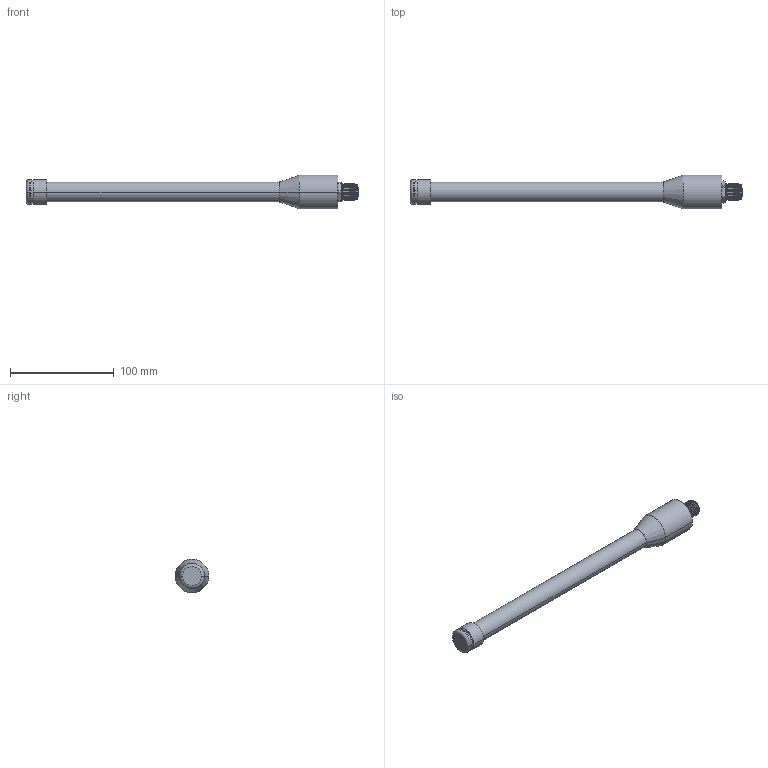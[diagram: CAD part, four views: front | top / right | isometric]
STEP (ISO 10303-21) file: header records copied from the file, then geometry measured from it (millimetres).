
FILE_DESCRIPTION (( 'STEP AP214' ), '1' );
FILE_NAME ('HGV-2406U.STEP', '2009-09-10T15:14:16', ( ' ' ), ( ' ' ), 'SwSTEP 2.0', 'SolidWorks 2008', '' );
FILE_SCHEMA (( 'AUTOMOTIVE_DESIGN' ));
Length unit declared in the file: millimetre
Products named in the file (3): HGV-2406U; 3AA02-017
Assembly tree (2 placements, depth 2):
  HGV-2406U
    HGV-2406U
    3AA02-017
Bounding box: 319.32 x 32.55 x 32.55 mm (x, y, z)
Volume: 116113.7 mm3; surface area: 24629.2 mm2
Topology: 2 solids, 2 shells, 152 faces, 334 edges, 193 vertices
Faces by surface type: cone 98, plane 30, cylinder 22, torus 2
Entity records: 5751 total; most frequent: CARTESIAN_POINT 802, DIRECTION 768, ORIENTED_EDGE 664, EDGE_CURVE 332, AXIS2_PLACEMENT_3D 303, VERTEX_POINT 193, EDGE_LOOP 163, VECTOR 162
